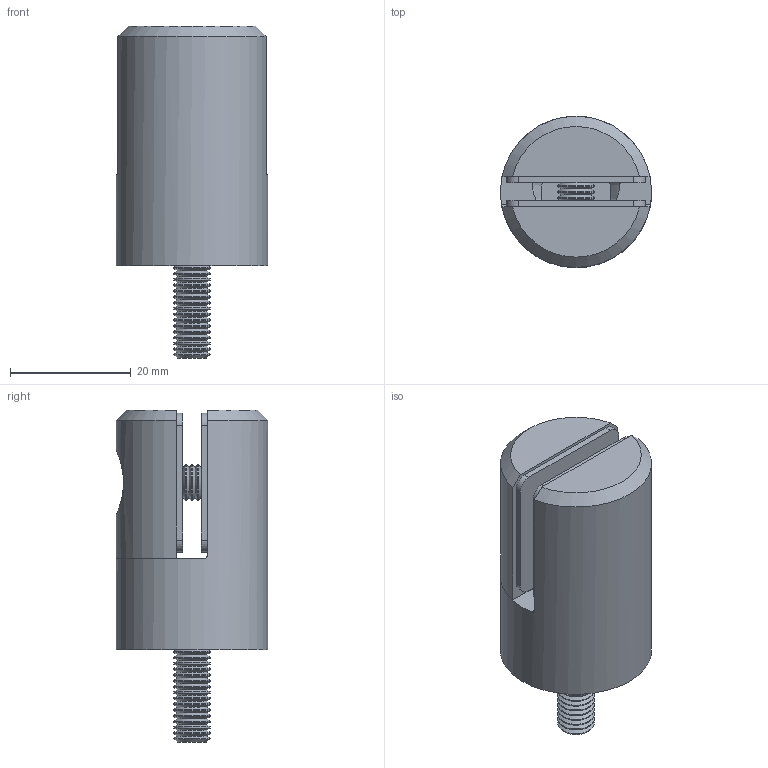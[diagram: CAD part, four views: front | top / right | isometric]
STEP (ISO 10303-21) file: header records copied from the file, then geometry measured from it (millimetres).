
FILE_DESCRIPTION (( 'STEP AP203' ), '1' );
FILE_NAME ('55337-240.step', '2024-03-19T07:39:57', ( '' ), ( '' ), 'SwSTEP 2.0', 'SolidWorks 2018', '' );
FILE_SCHEMA (( 'CONFIG_CONTROL_DESIGN' ));
Length unit declared in the file: millimetre
Products named in the file (6): socket head cap screw_din_DIN 912 M6 x 12 --- 12S; socket countersunk head screw_din_DIN 7991 - M6 x 25 --- 25S; 5533x-240 Teil3_5533x-240 Teil3; 5533X-240 Teil1_55337-240 Teil1; 5533X-240 Teil2_5533X-240 Teil2; 55337-240
Assembly tree (6 placements, depth 2):
  55337-240
    5533X-240 Teil1_55337-240 Teil1
    5533x-240 Teil3_5533x-240 Teil3  x2
    5533X-240 Teil2_5533X-240 Teil2
    socket head cap screw_din_DIN 912 M6 x 12 --- 12S
    socket countersunk head screw_din_DIN 7991 - M6 x 25 --- 25S
Bounding box: 25 x 25 x 54.88 mm (x, y, z)
Volume: 15074.2 mm3; surface area: 10327.4 mm2
Topology: 6 solids, 6 shells, 708 faces, 1753 edges, 1089 vertices
Faces by surface type: plane 215, cylinder 186, bspline 139, cone 85, torus 83
Full cylindrical faces by diameter (mm): 4 x4, 5 x1, 6 x32, 6.5 x1, 7 x2, 7.1 x1, 10 x1, 10.584 x1, 11.57 x1, 14.6 x1, 18 x1, 25 x1
Entity records: 22202 total; most frequent: CARTESIAN_POINT 9955, ORIENTED_EDGE 2464, DIRECTION 2029, EDGE_CURVE 1232, VERTEX_POINT 837, AXIS2_PLACEMENT_3D 716, EDGE_LOOP 703, FACE_OUTER_BOUND 600
